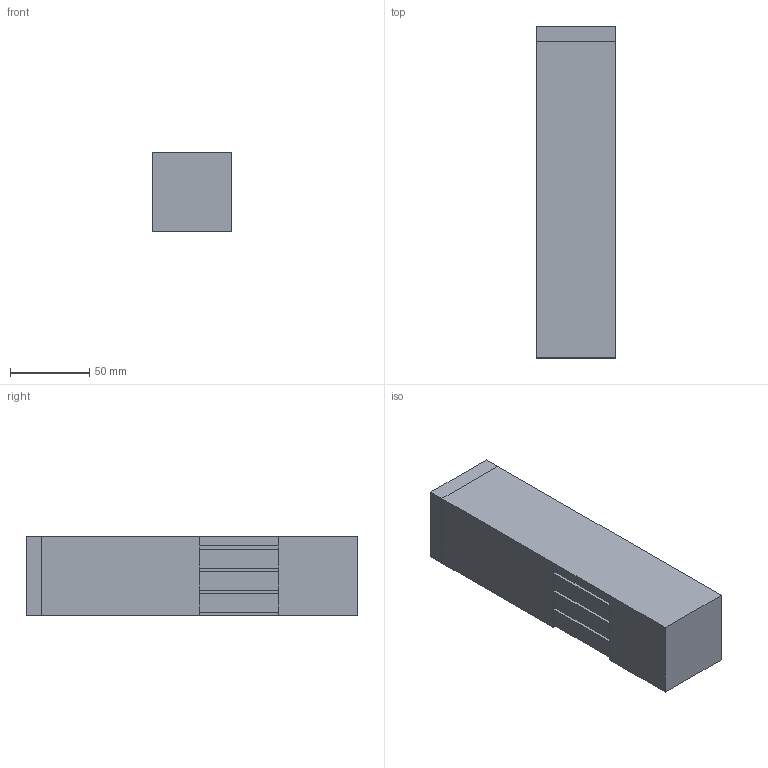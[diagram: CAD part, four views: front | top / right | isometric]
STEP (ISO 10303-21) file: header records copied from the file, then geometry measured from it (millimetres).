
FILE_DESCRIPTION(('FreeCAD Model'),'2;1');
FILE_NAME('Open CASCADE Shape Model','2021-11-21T20:38:14',('Author'),( ''),'Open CASCADE STEP processor 7.5','FreeCAD','Unknown');
FILE_SCHEMA(('AUTOMOTIVE_DESIGN { 1 0 10303 214 1 1 1 1 }'));
Length unit declared in the file: millimetre
Products named in the file (1): BooleanFragments
Bounding box: 50 x 210 x 50 mm (x, y, z)
Volume: 523000 mm3; surface area: 53580 mm2
Topology: 2 solids, 2 shells, 36 faces, 82 edges, 50 vertices
Faces by surface type: plane 36
Entity records: 2053 total; most frequent: CARTESIAN_POINT 349, DIRECTION 304, LINE 230, VECTOR 230, ORIENTED_EDGE 164, PCURVE 164, DEFINITIONAL_REPRESENTATION 164, EDGE_CURVE 82
